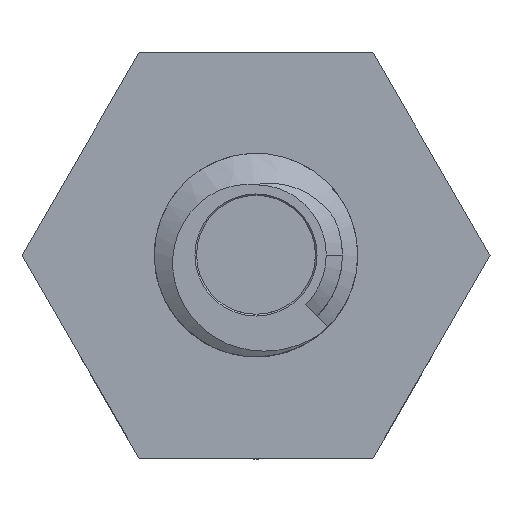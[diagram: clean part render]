
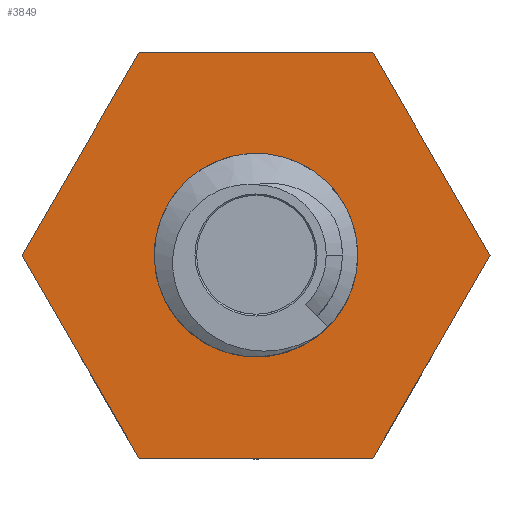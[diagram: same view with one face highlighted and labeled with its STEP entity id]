
A CAD part, top view. The second image highlights one B-rep face of the part: STEP entity #3849.
In plain terms, the highlighted face is planar.
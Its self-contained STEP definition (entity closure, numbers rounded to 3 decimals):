
#24 = VECTOR ( 'NONE', #4617, 1000. ) ;
#43 = CIRCLE ( 'NONE', #46, 2.349 ) ;
#46 = AXIS2_PLACEMENT_3D ( 'NONE', #4673, #4674, #4675 ) ;
#500 = DIRECTION ( 'NONE',  ( 0., 0.866, -0.5 ) ) ;
#501 = CARTESIAN_POINT ( 'NONE',  ( 2.794, -4.762, -2.75 ) ) ;
#689 = DIRECTION ( 'NONE',  ( 0., -0.866, 0.5 ) ) ;
#690 = CARTESIAN_POINT ( 'NONE',  ( 2.794, 4.762, 2.75 ) ) ;
#3314 = CARTESIAN_POINT ( 'NONE',  ( 2.794, 4.762, -2.75 ) ) ;
#3315 = DIRECTION ( 'NONE',  ( 0., 0., 1. ) ) ;
#3576 = VECTOR ( 'NONE', #4270, 1000. ) ;
#3650 = EDGE_CURVE ( 'NONE', #7524, #5660, #5849, .T. ) ;
#3716 = EDGE_CURVE ( 'NONE', #7501, #7548, #7013, .T. ) ;
#3719 = EDGE_CURVE ( 'NONE', #5658, #5672, #3894, .T. ) ;
#3801 = EDGE_CURVE ( 'NONE', #5652, #7501, #5911, .T. ) ;
#3824 = EDGE_CURVE ( 'NONE', #5660, #5652, #5930, .T. ) ;
#3849 = ADVANCED_FACE ( 'NONE', ( #5954, #5955 ), #4598, .T. ) ;
#3851 = EDGE_CURVE ( 'NONE', #7548, #7477, #5956, .T. ) ;
#3857 = EDGE_CURVE ( 'NONE', #7477, #7524, #5962, .T. ) ;
#3874 = EDGE_CURVE ( 'NONE', #5672, #5658, #43, .T. ) ;
#3887 = AXIS2_PLACEMENT_3D ( 'NONE', #6356, #6350, #6342 ) ;
#3888 = VECTOR ( 'NONE', #689, 1000. ) ;
#3894 = CIRCLE ( 'NONE', #3887, 2.349 ) ;
#4269 = CARTESIAN_POINT ( 'NONE',  ( 2.794, 0., -5.499 ) ) ;
#4270 = DIRECTION ( 'NONE',  ( 0., 0.866, 0.5 ) ) ;
#4598 = PLANE ( 'NONE',  #7132 ) ;
#4599 = CARTESIAN_POINT ( 'NONE',  ( 2.794, 0., -5.499 ) ) ;
#4600 = DIRECTION ( 'NONE',  ( 1., 0., 0. ) ) ;
#4601 = DIRECTION ( 'NONE',  ( 0., 0., -1. ) ) ;
#4606 = CARTESIAN_POINT ( 'NONE',  ( 2.794, 0., 5.499 ) ) ;
#4607 = DIRECTION ( 'NONE',  ( 0., -0.866, -0.5 ) ) ;
#4616 = CARTESIAN_POINT ( 'NONE',  ( 2.794, -4.762, 2.75 ) ) ;
#4617 = DIRECTION ( 'NONE',  ( 0., 0., -1. ) ) ;
#4673 = CARTESIAN_POINT ( 'NONE',  ( 2.794, 0., 0. ) ) ;
#4674 = DIRECTION ( 'NONE',  ( 1., 0., 0. ) ) ;
#4675 = DIRECTION ( 'NONE',  ( 0., 0., -1. ) ) ;
#4746 = CARTESIAN_POINT ( 'NONE',  ( 2.794, 4.762, -2.75 ) ) ;
#4752 = CARTESIAN_POINT ( 'NONE',  ( 2.794, 0., -2.349 ) ) ;
#4754 = CARTESIAN_POINT ( 'NONE',  ( 2.794, 0., -5.499 ) ) ;
#4766 = CARTESIAN_POINT ( 'NONE',  ( 2.794, 0., 2.349 ) ) ;
#4788 = CARTESIAN_POINT ( 'NONE',  ( 2.794, -4.762, 2.75 ) ) ;
#4812 = CARTESIAN_POINT ( 'NONE',  ( 2.794, 4.762, 2.75 ) ) ;
#4835 = CARTESIAN_POINT ( 'NONE',  ( 2.794, -4.762, -2.75 ) ) ;
#4859 = CARTESIAN_POINT ( 'NONE',  ( 2.794, 0., 5.499 ) ) ;
#4989 = VECTOR ( 'NONE', #3315, 1000. ) ;
#5449 = VECTOR ( 'NONE', #500, 1000. ) ;
#5529 = EDGE_LOOP ( 'NONE', ( #5786, #5808 ) ) ;
#5652 = VERTEX_POINT ( 'NONE', #4746 ) ;
#5658 = VERTEX_POINT ( 'NONE', #4752 ) ;
#5660 = VERTEX_POINT ( 'NONE', #4754 ) ;
#5672 = VERTEX_POINT ( 'NONE', #4766 ) ;
#5733 = EDGE_LOOP ( 'NONE', ( #5809, #5777, #5796, #5775, #5769, #5774 ) ) ;
#5769 = ORIENTED_EDGE ( 'NONE', *, *, #3851, .T. ) ;
#5774 = ORIENTED_EDGE ( 'NONE', *, *, #3857, .T. ) ;
#5775 = ORIENTED_EDGE ( 'NONE', *, *, #3716, .T. ) ;
#5777 = ORIENTED_EDGE ( 'NONE', *, *, #3824, .T. ) ;
#5786 = ORIENTED_EDGE ( 'NONE', *, *, #3874, .F. ) ;
#5796 = ORIENTED_EDGE ( 'NONE', *, *, #3801, .T. ) ;
#5808 = ORIENTED_EDGE ( 'NONE', *, *, #3719, .F. ) ;
#5809 = ORIENTED_EDGE ( 'NONE', *, *, #3650, .T. ) ;
#5849 = LINE ( 'NONE', #501, #5449 ) ;
#5911 = LINE ( 'NONE', #3314, #4989 ) ;
#5930 = LINE ( 'NONE', #4269, #3576 ) ;
#5954 = FACE_OUTER_BOUND ( 'NONE', #5733, .T. ) ;
#5955 = FACE_BOUND ( 'NONE', #5529, .T. ) ;
#5956 = LINE ( 'NONE', #4606, #6032 ) ;
#5962 = LINE ( 'NONE', #4616, #24 ) ;
#6032 = VECTOR ( 'NONE', #4607, 1000. ) ;
#6342 = DIRECTION ( 'NONE',  ( 0., 0., -1. ) ) ;
#6350 = DIRECTION ( 'NONE',  ( 1., 0., 0. ) ) ;
#6356 = CARTESIAN_POINT ( 'NONE',  ( 2.794, 0., 0. ) ) ;
#7013 = LINE ( 'NONE', #690, #3888 ) ;
#7132 = AXIS2_PLACEMENT_3D ( 'NONE', #4599, #4600, #4601 ) ;
#7477 = VERTEX_POINT ( 'NONE', #4788 ) ;
#7501 = VERTEX_POINT ( 'NONE', #4812 ) ;
#7524 = VERTEX_POINT ( 'NONE', #4835 ) ;
#7548 = VERTEX_POINT ( 'NONE', #4859 ) ;
